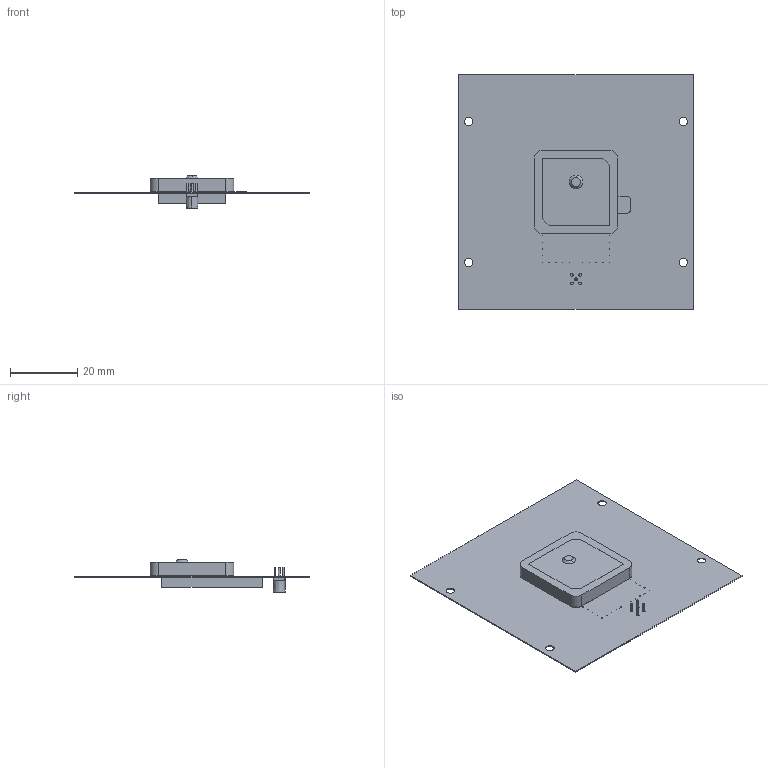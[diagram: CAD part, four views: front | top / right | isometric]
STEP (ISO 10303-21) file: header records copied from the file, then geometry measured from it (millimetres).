
FILE_DESCRIPTION(('STEP AP214'),'1');
FILE_NAME('GPS_Antenna_CAD_v2.stp','2019-04-05T14:47:56',('SIM01'),(' '),'Spatial InterOp 3D','CST ACIS InterOp Converter 2016',' ');
FILE_SCHEMA(('AUTOMOTIVE_DESIGN { 1 0 10303 214 1 1 1 1 }'));
Length unit declared in the file: millimetre
Products named in the file (1): Open CASCADE STEP translator 6.9 1/COMPOUND|COMPOUND
Bounding box: 70 x 70 x 9.69 mm (x, y, z)
Volume: 5873 mm3; surface area: 13144 mm2
Topology: 4 solids, 4 shells, 233 faces, 636 edges, 420 vertices
Faces by surface type: cylinder 150, bspline 43, plane 38, cone 2
Entity records: 10971 total; most frequent: CARTESIAN_POINT 2916, ORIENTED_EDGE 1272, DIRECTION 1230, EDGE_CURVE 636, AXIS2_PLACEMENT_3D 498, VERTEX_POINT 420, EDGE_LOOP 374, CIRCLE 304
